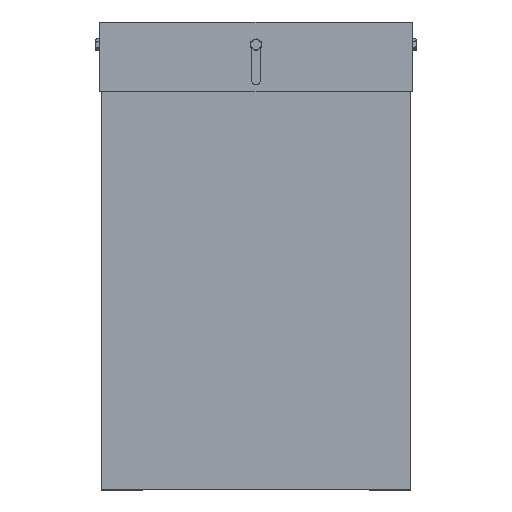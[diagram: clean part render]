
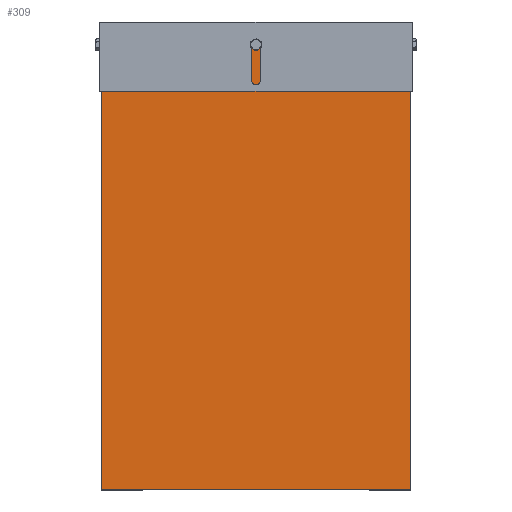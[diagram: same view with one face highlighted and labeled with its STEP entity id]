
A CAD part, top view. The second image highlights one B-rep face of the part: STEP entity #309.
In plain terms, the highlighted planar face has unit normal (0, 0, 1).
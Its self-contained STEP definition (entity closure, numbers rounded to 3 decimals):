
#12 = ORIENTED_EDGE ( 'NONE', *, *, #2299, .F. ) ;
#309 = ADVANCED_FACE ( 'NONE', ( #427, #553 ), #2734, .F. ) ;
#313 = DIRECTION ( 'NONE',  ( 1., 0., 0. ) ) ;
#316 = DIRECTION ( 'NONE',  ( 0., 0., 1. ) ) ;
#317 = CARTESIAN_POINT ( 'NONE',  ( 0., 432., 0. ) ) ;
#425 = AXIS2_PLACEMENT_3D ( 'NONE', #3116, #3114, #3111 ) ;
#427 = FACE_BOUND ( 'NONE', #1477, .T. ) ;
#506 = AXIS2_PLACEMENT_3D ( 'NONE', #317, #316, #313 ) ;
#530 = CIRCLE ( 'NONE', #506, 3. ) ;
#553 = FACE_OUTER_BOUND ( 'NONE', #1042, .T. ) ;
#729 = VERTEX_POINT ( 'NONE', #2961 ) ;
#755 = ORIENTED_EDGE ( 'NONE', *, *, #998, .F. ) ;
#829 = VERTEX_POINT ( 'NONE', #2532 ) ;
#916 = ORIENTED_EDGE ( 'NONE', *, *, #1416, .T. ) ;
#948 = VERTEX_POINT ( 'NONE', #2129 ) ;
#998 = EDGE_CURVE ( 'NONE', #1825, #948, #2836, .T. ) ;
#1023 = VERTEX_POINT ( 'NONE', #2060 ) ;
#1041 = ORIENTED_EDGE ( 'NONE', *, *, #1607, .T. ) ;
#1042 = EDGE_LOOP ( 'NONE', ( #916, #1882, #755, #1041 ) ) ;
#1211 = CARTESIAN_POINT ( 'NONE',  ( -150., 450., 0. ) ) ;
#1282 = CARTESIAN_POINT ( 'NONE',  ( 150., 0., 0. ) ) ;
#1388 = DIRECTION ( 'NONE',  ( 0., -1., 0. ) ) ;
#1416 = EDGE_CURVE ( 'NONE', #729, #1736, #2115, .T. ) ;
#1441 = CARTESIAN_POINT ( 'NONE',  ( -150., 1., 0. ) ) ;
#1477 = EDGE_LOOP ( 'NONE', ( #1911, #12 ) ) ;
#1546 = DIRECTION ( 'NONE',  ( 1., 0., 0. ) ) ;
#1548 = CARTESIAN_POINT ( 'NONE',  ( -150., 0., 0. ) ) ;
#1574 = VECTOR ( 'NONE', #2972, 1000. ) ;
#1593 = LINE ( 'NONE', #2980, #1574 ) ;
#1607 = EDGE_CURVE ( 'NONE', #1825, #729, #2271, .T. ) ;
#1736 = VERTEX_POINT ( 'NONE', #1282 ) ;
#1743 = VECTOR ( 'NONE', #1388, 1000. ) ;
#1751 = CIRCLE ( 'NONE', #425, 3. ) ;
#1825 = VERTEX_POINT ( 'NONE', #1211 ) ;
#1882 = ORIENTED_EDGE ( 'NONE', *, *, #2857, .F. ) ;
#1911 = ORIENTED_EDGE ( 'NONE', *, *, #2790, .F. ) ;
#1976 = AXIS2_PLACEMENT_3D ( 'NONE', #2690, #2737, #2705 ) ;
#2060 = CARTESIAN_POINT ( 'NONE',  ( -3., 432., 0. ) ) ;
#2061 = DIRECTION ( 'NONE',  ( 1., 0., 0. ) ) ;
#2101 = CARTESIAN_POINT ( 'NONE',  ( -150., 450., 0. ) ) ;
#2115 = LINE ( 'NONE', #1548, #3178 ) ;
#2129 = CARTESIAN_POINT ( 'NONE',  ( 150., 450., 0. ) ) ;
#2166 = VECTOR ( 'NONE', #2061, 1000. ) ;
#2271 = LINE ( 'NONE', #1441, #1743 ) ;
#2299 = EDGE_CURVE ( 'NONE', #1023, #829, #530, .T. ) ;
#2532 = CARTESIAN_POINT ( 'NONE',  ( 3., 432., 0. ) ) ;
#2690 = CARTESIAN_POINT ( 'NONE',  ( -150., 1., 0. ) ) ;
#2705 = DIRECTION ( 'NONE',  ( -1., 0., 0. ) ) ;
#2734 = PLANE ( 'NONE',  #1976 ) ;
#2737 = DIRECTION ( 'NONE',  ( 0., 0., -1. ) ) ;
#2790 = EDGE_CURVE ( 'NONE', #829, #1023, #1751, .T. ) ;
#2836 = LINE ( 'NONE', #2101, #2166 ) ;
#2857 = EDGE_CURVE ( 'NONE', #948, #1736, #1593, .T. ) ;
#2961 = CARTESIAN_POINT ( 'NONE',  ( -150., 0., 0. ) ) ;
#2972 = DIRECTION ( 'NONE',  ( 0., -1., 0. ) ) ;
#2980 = CARTESIAN_POINT ( 'NONE',  ( 150., 1., 0. ) ) ;
#3111 = DIRECTION ( 'NONE',  ( 1., 0., 0. ) ) ;
#3114 = DIRECTION ( 'NONE',  ( 0., 0., 1. ) ) ;
#3116 = CARTESIAN_POINT ( 'NONE',  ( 0., 432., 0. ) ) ;
#3178 = VECTOR ( 'NONE', #1546, 1000. ) ;
